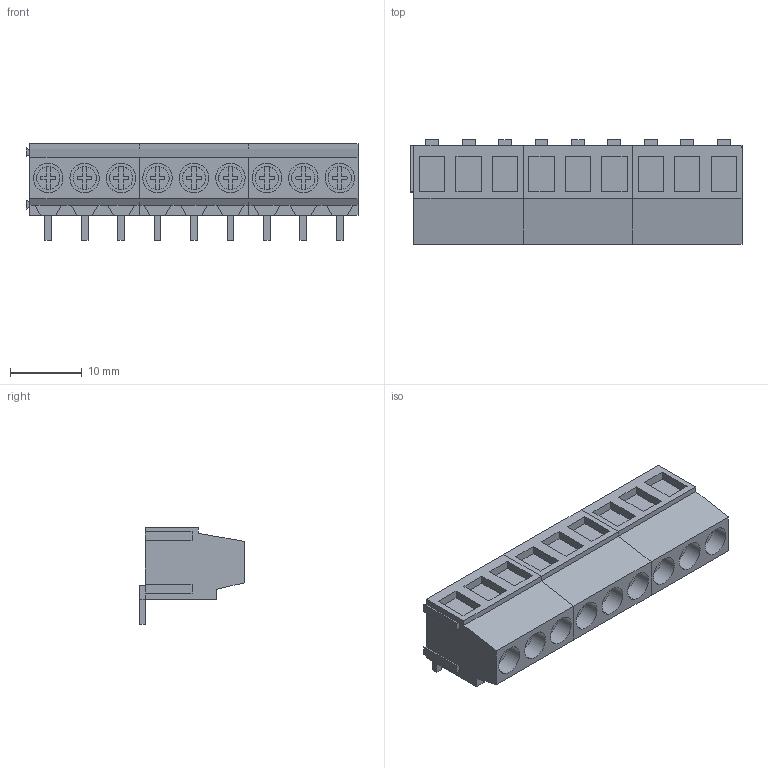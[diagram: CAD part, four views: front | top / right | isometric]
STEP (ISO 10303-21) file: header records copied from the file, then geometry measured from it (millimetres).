
FILE_DESCRIPTION(('CATIA V5 STEP Exchange','CAx-IF Rec.Pracs.--- Model Styling and Organization---1.2---2011-12-15'),'2;1');
FILE_NAME ('D1465181_0_9995020000_9995020000.stp','2018-03-31T10:42:25+00:00',('none'),('Weidmueller'),'CATIA Version 5-6 Release 2014','CATIA V5 STEP AP214','none');
FILE_SCHEMA(('AUTOMOTIVE_DESIGN { 1 0 10303 214 1 1 1 1 }'));
Length unit declared in the file: millimetre
Products named in the file (1): 9995020000
Bounding box: 46.27 x 14.6 x 13.5 mm (x, y, z)
Volume: 4360.6 mm3; surface area: 4983.4 mm2
Topology: 21 solids, 21 shells, 636 faces, 1683 edges, 1116 vertices
Faces by surface type: plane 582, cylinder 54
Entity records: 19297 total; most frequent: CARTESIAN_POINT 3872, ORIENTED_EDGE 3366, DIRECTION 2567, EDGE_CURVE 1683, VECTOR 1539, LINE 1539, VERTEX_POINT 1116, EDGE_LOOP 663
